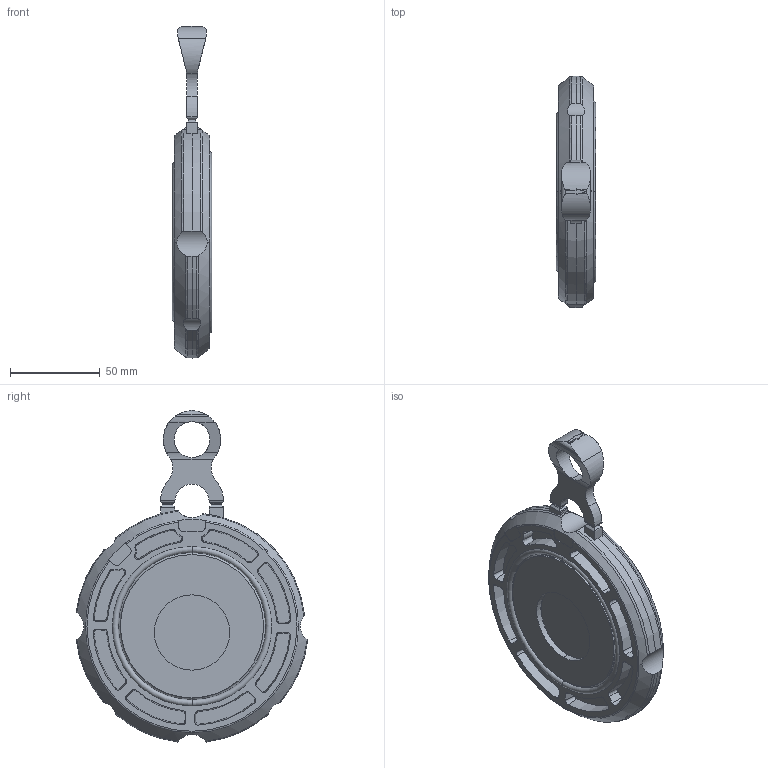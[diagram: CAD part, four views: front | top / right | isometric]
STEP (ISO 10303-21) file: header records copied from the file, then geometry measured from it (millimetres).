
FILE_DESCRIPTION(('STEP AP214'),'1');
FILE_NAME('cctmp_93F14F13-0D38-4C00-BC52-DDC2841C3653_2018_12_7_13_47_59_117..stp','2018-12-07T12:47:59',('Praher Valves GmbH'),('CADClick - www.CADClick.com'),'Spatial InterOp 3D',' ','unknown authorization');
FILE_SCHEMA(('AUTOMOTIVE_DESIGN'));
Length unit declared in the file: millimetre
Products named in the file (1): 1
Bounding box: 21.85 x 129.04 x 185.02 mm (x, y, z)
Volume: 206134.9 mm3; surface area: 51790.5 mm2
Topology: 1 solids, 1 shells, 418 faces, 1176 edges, 771 vertices
Faces by surface type: plane 159, cylinder 123, cone 89, torus 47
Entity records: 18457 total; most frequent: CARTESIAN_POINT 4128, ORIENTED_EDGE 2352, DIRECTION 2341, EDGE_CURVE 1176, AXIS2_PLACEMENT_3D 910, VERTEX_POINT 771, LINE 521, VECTOR 521
